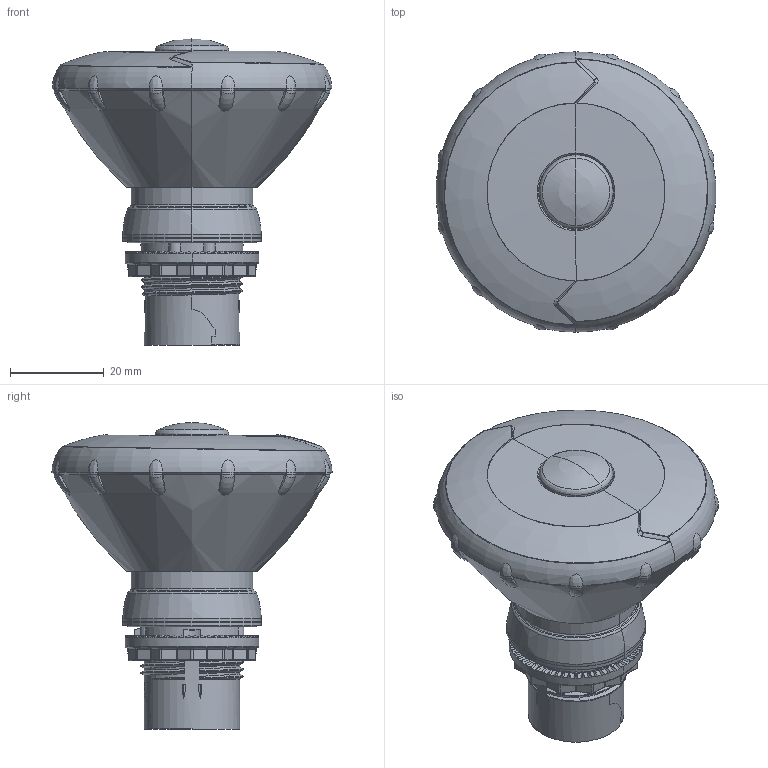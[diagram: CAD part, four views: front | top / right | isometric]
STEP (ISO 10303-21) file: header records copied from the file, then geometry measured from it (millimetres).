
FILE_DESCRIPTION((''),'2;1');
FILE_NAME('40359-464-40MM_ASM_6_ASM','2013-03-21T',('wwhu'),('Rockwell Automation'),'PRO/ENGINEER BY PARAMETRIC TECHNOLOGY CORPORATION, 2010140','PRO/ENGINEER BY PARAMETRIC TECHNOLOGY CORPORATION, 2010140','');
FILE_SCHEMA(('CONFIG_CONTROL_DESIGN'));
Length unit declared in the file: millimetre
Products named in the file (8): 40359-060-01_1; 40359-061_2; 40359-093_2; 40359-042_1; 40359-041-01_1; 40359-031_6; 40359-067_1; 40359-464-40MM_ASM_6_ASM
Assembly tree (7 placements, depth 2):
  40359-464-40MM_ASM_6_ASM
    40359-060-01_1
    40359-061_2
    40359-093_2
    40359-042_1
    40359-041-01_1
    40359-031_6
    40359-067_1
Bounding box: 59.7 x 59.85 x 65.55 mm (x, y, z)
Volume: 48448.6 mm3; surface area: 33315.7 mm2
Topology: 7 solids, 8 shells, 1714 faces, 4539 edges, 2746 vertices
Faces by surface type: plane 384, bspline 348, cylinder 321, cone 288, torus 276, sphere 82, revolution 12, extrusion 3
Entity records: 71496 total; most frequent: CARTESIAN_POINT 32154, ORIENTED_EDGE 8918, DIRECTION 7460, EDGE_CURVE 4459, AXIS2_PLACEMENT_3D 3103, VERTEX_POINT 2746, EDGE_LOOP 1753, CIRCLE 1737
